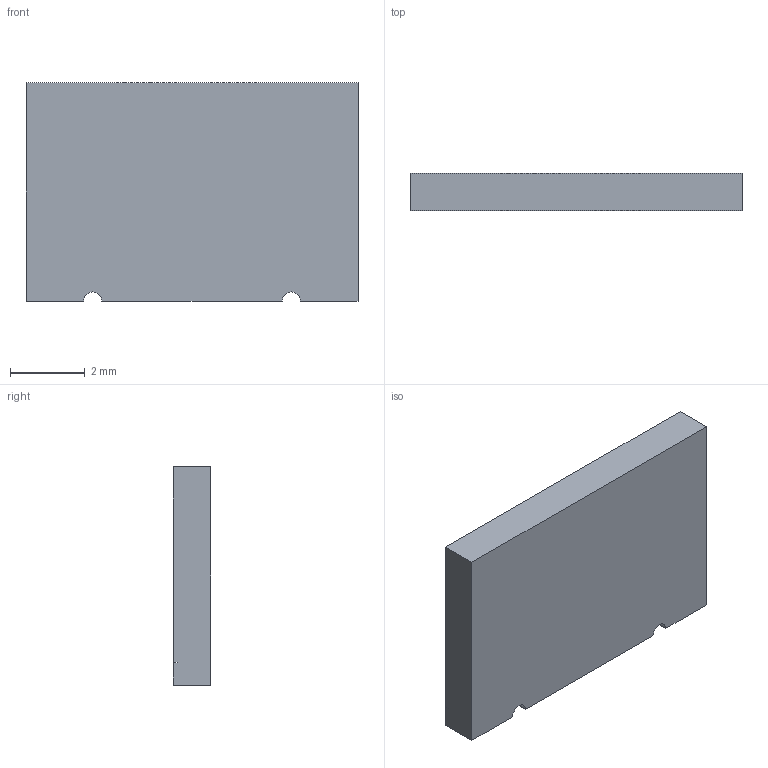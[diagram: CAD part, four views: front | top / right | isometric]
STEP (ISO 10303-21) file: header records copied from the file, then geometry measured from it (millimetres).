
FILE_DESCRIPTION((''),'2;1');
FILE_NAME('CHF3523XNT','2012-08-31T',('ryans'),('Bourns, Inc.'),'PRO/ENGINEER BY PARAMETRIC TECHNOLOGY CORPORATION, 2010100','PRO/ENGINEER BY PARAMETRIC TECHNOLOGY CORPORATION, 2010100','');
FILE_SCHEMA(('CONFIG_CONTROL_DESIGN'));
Length unit declared in the file: millimetre
Products named in the file (1): CHF3523XNT
Bounding box: 8.89 x 1 x 5.84 mm (x, y, z)
Volume: 51.7 mm3; surface area: 137.9 mm2
Topology: 1 solids, 1 shells, 43 faces, 117 edges, 78 vertices
Faces by surface type: plane 41, cylinder 2
Entity records: 1373 total; most frequent: CARTESIAN_POINT 238, ORIENTED_EDGE 234, DIRECTION 207, EDGE_CURVE 117, VECTOR 113, LINE 113, VERTEX_POINT 78, AXIS2_PLACEMENT_3D 47
